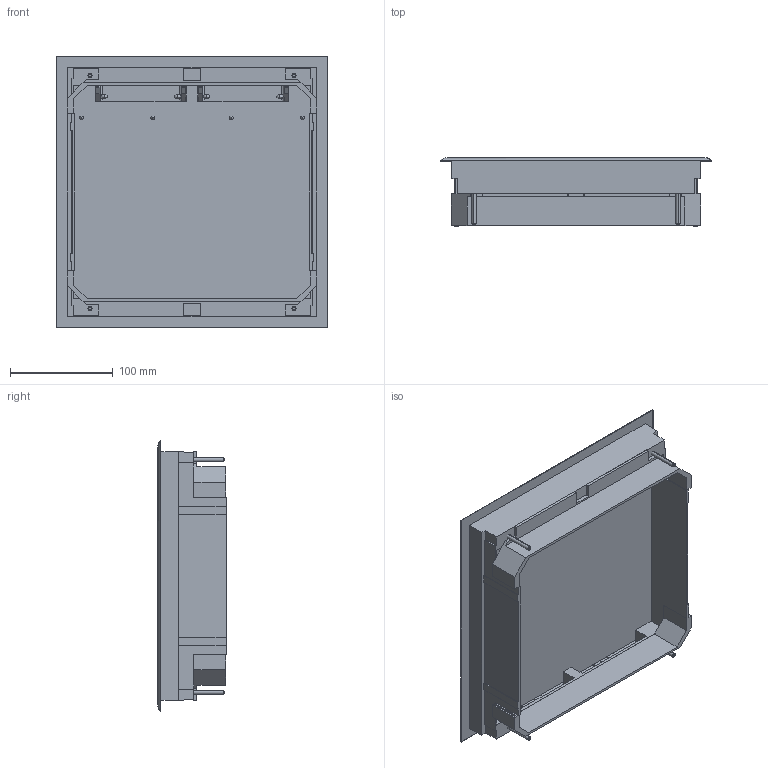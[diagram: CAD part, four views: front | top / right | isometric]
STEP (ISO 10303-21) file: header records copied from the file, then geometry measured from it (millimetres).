
FILE_DESCRIPTION (( 'STEP AP214' ), '1' );
FILE_NAME ('7406672_KSTP1.stp', '2016-05-03T13:13:47', ( '' ), ( '' ), 'SwSTEP 2.0', 'SolidWorks 2014', '' );
FILE_SCHEMA (( 'AUTOMOTIVE_DESIGN' ));
Length unit declared in the file: inch
Products named in the file (12): 39405602T1_Standard; 35104333_Standard; 30788A1_Standard; 42843E_Standard; 42947A_Standard; 59498_Standard; 42305D_Standard; 42719_Standard; 001187_Standard; P_001189_3_Standard; 7406672_KSTP1; 40046K_Standard
Assembly tree (20 placements, depth 3):
  7406672_KSTP1
    P_001189_3_Standard
    001187_Standard
    42719_Standard  x2
    42305D_Standard
    59498_Standard  x2
    30788A1_Standard  x2
      42947A_Standard
      42843E_Standard
    35104333_Standard  x4
    40046K_Standard  x4
      39405602T1_Standard
Bounding box: 264 x 66.5 x 264 mm (x, y, z)
Volume: 654720.8 mm3; surface area: 431086.1 mm2
Topology: 19 solids, 19 shells, 775 faces, 1975 edges, 1232 vertices
Faces by surface type: plane 446, cylinder 188, bspline 93, cone 48
Entity records: 21117 total; most frequent: CARTESIAN_POINT 4164, ORIENTED_EDGE 2290, DIRECTION 2120, EDGE_CURVE 1145, LINE 800, VECTOR 800, VERTEX_POINT 730, AXIS2_PLACEMENT_3D 660
